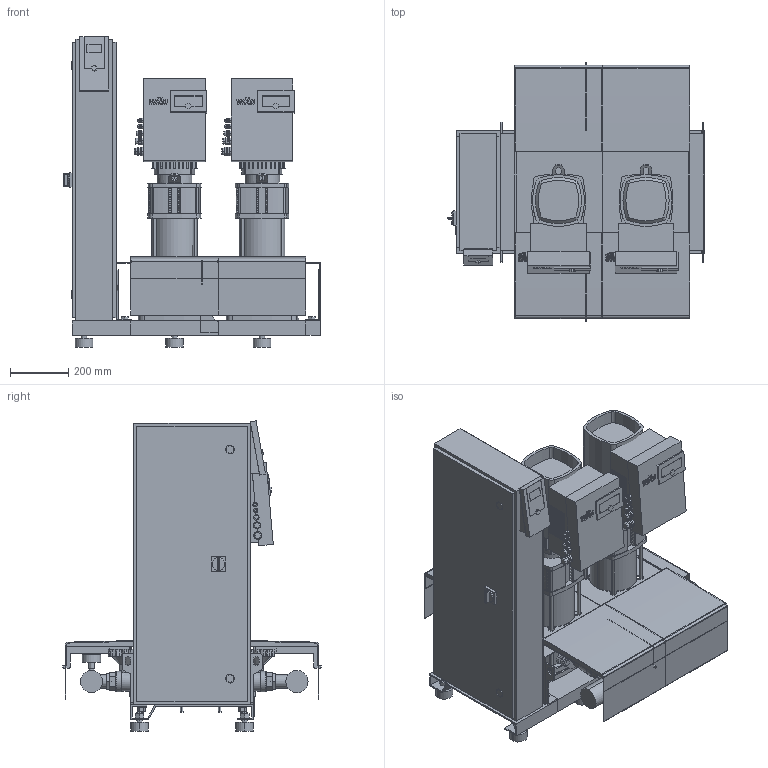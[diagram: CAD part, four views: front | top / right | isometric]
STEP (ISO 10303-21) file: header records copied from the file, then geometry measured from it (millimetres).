
FILE_DESCRIPTION((''),'2;1');
FILE_NAME('3d_SiBoostSmart2HelixEXCEL1004-2536382.stp','2016-08-24T10:07:37',(''),(''),'Mechanical Desktop 2009','Mechanical Desktop 2009',', , ');
FILE_SCHEMA(('CONFIG_CONTROL_DESIGN'));
Length unit declared in the file: millimetre
Products named in the file (1): Product
Bounding box: 880 x 885 x 1063.4 mm (x, y, z)
Volume: 125468700.1 mm3; surface area: 10774360.7 mm2
Topology: 137 solids, 137 shells, 3767 faces, 9564 edges, 6246 vertices
Faces by surface type: bspline 1465, plane 1257, cylinder 853, cone 122, torus 54, sphere 16
Entity records: 122515 total; most frequent: CARTESIAN_POINT 34049, ORIENTED_EDGE 19100, DIRECTION 16638, EDGE_CURVE 9550, VECTOR 6264, LINE 6264, VERTEX_POINT 6238, AXIS2_PLACEMENT_3D 5187
